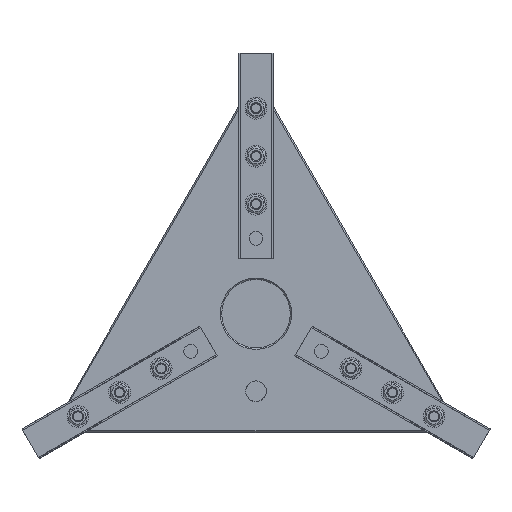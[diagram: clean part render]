
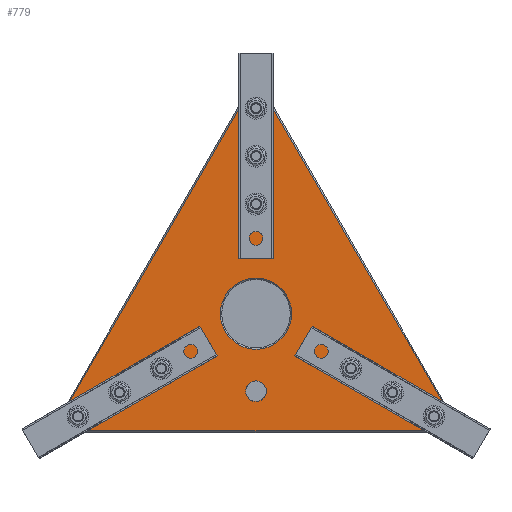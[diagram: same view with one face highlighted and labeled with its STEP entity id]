
A CAD part, top view. The second image highlights one B-rep face of the part: STEP entity #779.
In plain terms, the highlighted planar face has unit normal (0, 0, 1).
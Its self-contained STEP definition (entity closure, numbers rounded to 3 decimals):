
#123=CARTESIAN_POINT('',(7.5,-56.603,9.5));
#124=VERTEX_POINT('',#123);
#125=CARTESIAN_POINT('',(0.0,-56.603,9.5));
#126=DIRECTION('',(0.0,0.0,-1.0));
#127=DIRECTION('',(-1.0,0.0,0.0));
#128=AXIS2_PLACEMENT_3D('',#125,#126,#127);
#129=CIRCLE('',#128,7.5);
#130=EDGE_CURVE('',#124,#124,#129,.T.);
#181=CARTESIAN_POINT('',(67.282,-43.464,9.5));
#182=VERTEX_POINT('',#181);
#183=CARTESIAN_POINT('',(69.282,-40.,9.5));
#184=DIRECTION('',(0.0,0.0,-1.0));
#185=DIRECTION('',(-0.5,-0.866,0.0));
#186=AXIS2_PLACEMENT_3D('',#183,#184,#185);
#187=CIRCLE('',#186,4.);
#188=EDGE_CURVE('',#182,#182,#187,.T.);
#230=CARTESIAN_POINT('',(127.904,-78.464,9.5));
#231=VERTEX_POINT('',#230);
#232=CARTESIAN_POINT('',(129.904,-75.,9.5));
#233=DIRECTION('',(0.0,0.0,-1.0));
#234=DIRECTION('',(-0.5,-0.866,0.0));
#235=AXIS2_PLACEMENT_3D('',#232,#233,#234);
#236=CIRCLE('',#235,4.);
#237=EDGE_CURVE('',#231,#231,#236,.T.);
#279=CARTESIAN_POINT('',(97.593,-60.964,9.5));
#280=VERTEX_POINT('',#279);
#281=CARTESIAN_POINT('',(99.593,-57.5,9.5));
#282=DIRECTION('',(0.0,0.0,-1.0));
#283=DIRECTION('',(-0.5,-0.866,0.0));
#284=AXIS2_PLACEMENT_3D('',#281,#282,#283);
#285=CIRCLE('',#284,4.);
#286=EDGE_CURVE('',#280,#280,#285,.T.);
#328=CARTESIAN_POINT('',(-71.282,-36.536,9.5));
#329=VERTEX_POINT('',#328);
#330=CARTESIAN_POINT('',(-69.282,-40.,9.5));
#331=DIRECTION('',(0.0,0.0,-1.));
#332=DIRECTION('',(-0.5,0.866,0.0));
#333=AXIS2_PLACEMENT_3D('',#330,#331,#332);
#334=CIRCLE('',#333,4.0);
#335=EDGE_CURVE('',#329,#329,#334,.T.);
#377=CARTESIAN_POINT('',(-131.904,-71.536,9.5));
#378=VERTEX_POINT('',#377);
#379=CARTESIAN_POINT('',(-129.904,-75.,9.5));
#380=DIRECTION('',(0.0,0.0,-1.));
#381=DIRECTION('',(-0.5,0.866,0.0));
#382=AXIS2_PLACEMENT_3D('',#379,#380,#381);
#383=CIRCLE('',#382,4.0);
#384=EDGE_CURVE('',#378,#378,#383,.T.);
#426=CARTESIAN_POINT('',(-101.593,-54.036,9.5));
#427=VERTEX_POINT('',#426);
#428=CARTESIAN_POINT('',(-99.593,-57.5,9.5));
#429=DIRECTION('',(0.0,0.0,-1.));
#430=DIRECTION('',(-0.5,0.866,0.0));
#431=AXIS2_PLACEMENT_3D('',#428,#429,#430);
#432=CIRCLE('',#431,4.0);
#433=EDGE_CURVE('',#427,#427,#432,.T.);
#475=CARTESIAN_POINT('',(4.,80.0,9.5));
#476=VERTEX_POINT('',#475);
#477=CARTESIAN_POINT('',(0.,80.0,9.5));
#478=DIRECTION('',(0.0,0.0,-1.0));
#479=DIRECTION('',(1.0,0.0,0.0));
#480=AXIS2_PLACEMENT_3D('',#477,#478,#479);
#481=CIRCLE('',#480,4.0);
#482=EDGE_CURVE('',#476,#476,#481,.T.);
#524=CARTESIAN_POINT('',(4.,115.0,9.5));
#525=VERTEX_POINT('',#524);
#526=CARTESIAN_POINT('',(0.,115.0,9.5));
#527=DIRECTION('',(0.0,0.0,-1.0));
#528=DIRECTION('',(1.0,0.0,0.0));
#529=AXIS2_PLACEMENT_3D('',#526,#527,#528);
#530=CIRCLE('',#529,4.0);
#531=EDGE_CURVE('',#525,#525,#530,.T.);
#573=CARTESIAN_POINT('',(4.,150.0,9.5));
#574=VERTEX_POINT('',#573);
#575=CARTESIAN_POINT('',(0.,150.0,9.5));
#576=DIRECTION('',(0.0,0.0,-1.0));
#577=DIRECTION('',(1.0,0.0,0.0));
#578=AXIS2_PLACEMENT_3D('',#575,#576,#577);
#579=CIRCLE('',#578,4.0);
#580=EDGE_CURVE('',#574,#574,#579,.T.);
#703=CARTESIAN_POINT('',(26.0,0.,9.5));
#704=VERTEX_POINT('',#703);
#705=CARTESIAN_POINT('',(0.0,0.0,9.5));
#706=DIRECTION('',(0.0,0.0,1.0));
#707=DIRECTION('',(-1.0,0.0,0.0));
#708=AXIS2_PLACEMENT_3D('',#705,#706,#707);
#709=CIRCLE('',#708,26.0);
#710=EDGE_CURVE('',#704,#704,#709,.T.);
#715=CARTESIAN_POINT('',(0.,0.,9.5));
#716=DIRECTION('',(0.0,0.0,1.0));
#717=DIRECTION('',(1.0,0.0,0.0));
#718=AXIS2_PLACEMENT_3D('',#715,#716,#717);
#719=PLANE('',#718);
#720=CARTESIAN_POINT('',(-148.268,-85.603,9.5));
#721=VERTEX_POINT('',#720);
#722=CARTESIAN_POINT('',(0.,171.205,9.5));
#723=VERTEX_POINT('',#722);
#724=CARTESIAN_POINT('',(-148.268,-85.603,9.5));
#725=DIRECTION('',(0.5,0.866,0.0));
#726=VECTOR('',#725,296.536);
#727=LINE('',#724,#726);
#728=EDGE_CURVE('',#721,#723,#727,.T.);
#729=ORIENTED_EDGE('',*,*,#728,.F.);
#730=CARTESIAN_POINT('',(148.268,-85.603,9.5));
#731=VERTEX_POINT('',#730);
#732=CARTESIAN_POINT('',(148.268,-85.603,9.5));
#733=DIRECTION('',(-1.0,0.0,0.0));
#734=VECTOR('',#733,296.536);
#735=LINE('',#732,#734);
#736=EDGE_CURVE('',#731,#721,#735,.T.);
#737=ORIENTED_EDGE('',*,*,#736,.F.);
#738=CARTESIAN_POINT('',(0.0,171.205,9.5));
#739=DIRECTION('',(0.5,-0.866,0.0));
#740=VECTOR('',#739,296.536);
#741=LINE('',#738,#740);
#742=EDGE_CURVE('',#723,#731,#741,.T.);
#743=ORIENTED_EDGE('',*,*,#742,.F.);
#744=EDGE_LOOP('',(#729,#737,#743));
#745=FACE_OUTER_BOUND('',#744,.T.);
#746=ORIENTED_EDGE('',*,*,#130,.T.);
#747=EDGE_LOOP('',(#746));
#748=FACE_BOUND('',#747,.T.);
#749=ORIENTED_EDGE('',*,*,#188,.T.);
#750=EDGE_LOOP('',(#749));
#751=FACE_BOUND('',#750,.T.);
#752=ORIENTED_EDGE('',*,*,#237,.T.);
#753=EDGE_LOOP('',(#752));
#754=FACE_BOUND('',#753,.T.);
#755=ORIENTED_EDGE('',*,*,#286,.T.);
#756=EDGE_LOOP('',(#755));
#757=FACE_BOUND('',#756,.T.);
#758=ORIENTED_EDGE('',*,*,#335,.T.);
#759=EDGE_LOOP('',(#758));
#760=FACE_BOUND('',#759,.T.);
#761=ORIENTED_EDGE('',*,*,#384,.T.);
#762=EDGE_LOOP('',(#761));
#763=FACE_BOUND('',#762,.T.);
#764=ORIENTED_EDGE('',*,*,#433,.T.);
#765=EDGE_LOOP('',(#764));
#766=FACE_BOUND('',#765,.T.);
#767=ORIENTED_EDGE('',*,*,#482,.T.);
#768=EDGE_LOOP('',(#767));
#769=FACE_BOUND('',#768,.T.);
#770=ORIENTED_EDGE('',*,*,#531,.T.);
#771=EDGE_LOOP('',(#770));
#772=FACE_BOUND('',#771,.T.);
#773=ORIENTED_EDGE('',*,*,#580,.T.);
#774=EDGE_LOOP('',(#773));
#775=FACE_BOUND('',#774,.T.);
#776=ORIENTED_EDGE('',*,*,#710,.F.);
#777=EDGE_LOOP('',(#776));
#778=FACE_BOUND('',#777,.T.);
#779=ADVANCED_FACE('',(#745,#748,#751,#754,#757,#760,#763,#766,#769,#772,#775,#778),#719,.T.);
